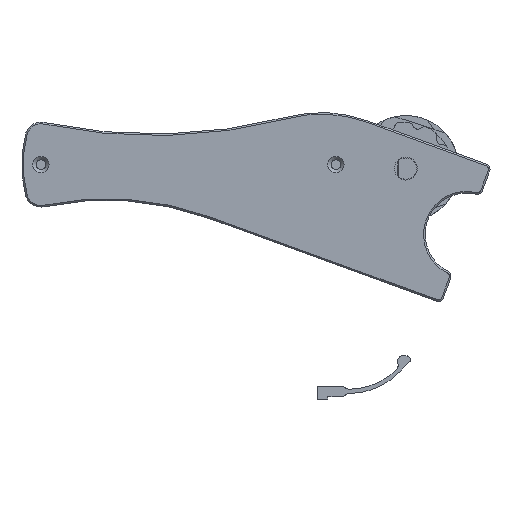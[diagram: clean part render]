
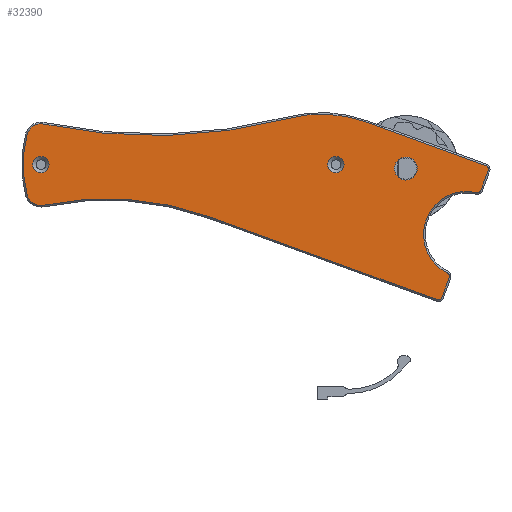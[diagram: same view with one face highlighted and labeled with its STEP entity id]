
A CAD part, left-side view. The second image highlights one B-rep face of the part: STEP entity #32390.
In plain terms, the highlighted planar face has unit normal (-1, 0, 0).
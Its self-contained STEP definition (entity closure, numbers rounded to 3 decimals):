
#1404=CIRCLE('',#34562,5.4);
#1406=CIRCLE('',#34565,44.4);
#1408=CIRCLE('',#34568,5.4);
#1410=CIRCLE('',#34571,200.6);
#1412=CIRCLE('',#34574,49.4);
#1414=CIRCLE('',#34578,1.4);
#1416=CIRCLE('',#34582,1.4);
#1418=CIRCLE('',#34585,16.214);
#1420=CIRCLE('',#34588,1.4);
#1422=CIRCLE('',#34592,1.4);
#1424=CIRCLE('',#34596,113.703);
#1431=CIRCLE('',#34612,3.08);
#1432=CIRCLE('',#34613,4.33);
#1433=CIRCLE('',#34614,3.08);
#1856=FACE_BOUND('',#5732,.T.);
#1857=FACE_BOUND('',#5733,.T.);
#1858=FACE_BOUND('',#5734,.T.);
#2285=PLANE('',#34611);
#3738=FACE_OUTER_BOUND('',#5731,.T.);
#5731=EDGE_LOOP('',(#25235,#25236,#25237,#25238,#25239,#25240,#25241,#25242,
#25243,#25244,#25245,#25246,#25247,#25248,#25249));
#5732=EDGE_LOOP('',(#25250));
#5733=EDGE_LOOP('',(#25251));
#5734=EDGE_LOOP('',(#25252));
#8255=LINE('',#48515,#11451);
#8259=LINE('',#48527,#11455);
#8265=LINE('',#48551,#11461);
#8269=LINE('',#48563,#11465);
#11451=VECTOR('',#38842,10.);
#11455=VECTOR('',#38854,10.);
#11461=VECTOR('',#38880,10.);
#11465=VECTOR('',#38892,10.);
#15008=VERTEX_POINT('',#48478);
#15011=VERTEX_POINT('',#48483);
#15012=VERTEX_POINT('',#48487);
#15014=VERTEX_POINT('',#48493);
#15016=VERTEX_POINT('',#48499);
#15018=VERTEX_POINT('',#48505);
#15020=VERTEX_POINT('',#48511);
#15022=VERTEX_POINT('',#48517);
#15024=VERTEX_POINT('',#48523);
#15026=VERTEX_POINT('',#48529);
#15028=VERTEX_POINT('',#48535);
#15030=VERTEX_POINT('',#48541);
#15032=VERTEX_POINT('',#48547);
#15034=VERTEX_POINT('',#48553);
#15036=VERTEX_POINT('',#48559);
#15047=VERTEX_POINT('',#48602);
#15048=VERTEX_POINT('',#48604);
#15049=VERTEX_POINT('',#48606);
#18651=EDGE_CURVE('',#15011,#15008,#1404,.T.);
#18654=EDGE_CURVE('',#15008,#15012,#1406,.T.);
#18657=EDGE_CURVE('',#15012,#15014,#1408,.T.);
#18660=EDGE_CURVE('',#15014,#15016,#1410,.T.);
#18663=EDGE_CURVE('',#15016,#15018,#1412,.T.);
#18666=EDGE_CURVE('',#15018,#15020,#8255,.T.);
#18669=EDGE_CURVE('',#15020,#15022,#1414,.T.);
#18672=EDGE_CURVE('',#15022,#15024,#8259,.T.);
#18675=EDGE_CURVE('',#15024,#15026,#1416,.T.);
#18678=EDGE_CURVE('',#15026,#15028,#1418,.T.);
#18681=EDGE_CURVE('',#15028,#15030,#1420,.T.);
#18684=EDGE_CURVE('',#15030,#15032,#8265,.T.);
#18687=EDGE_CURVE('',#15032,#15034,#1422,.T.);
#18690=EDGE_CURVE('',#15034,#15036,#8269,.T.);
#18692=EDGE_CURVE('',#15036,#15011,#1424,.T.);
#18710=EDGE_CURVE('',#15047,#15047,#1431,.T.);
#18711=EDGE_CURVE('',#15048,#15048,#1432,.T.);
#18712=EDGE_CURVE('',#15049,#15049,#1433,.T.);
#25235=ORIENTED_EDGE('',*,*,#18651,.F.);
#25236=ORIENTED_EDGE('',*,*,#18692,.F.);
#25237=ORIENTED_EDGE('',*,*,#18690,.F.);
#25238=ORIENTED_EDGE('',*,*,#18687,.F.);
#25239=ORIENTED_EDGE('',*,*,#18684,.F.);
#25240=ORIENTED_EDGE('',*,*,#18681,.F.);
#25241=ORIENTED_EDGE('',*,*,#18678,.F.);
#25242=ORIENTED_EDGE('',*,*,#18675,.F.);
#25243=ORIENTED_EDGE('',*,*,#18672,.F.);
#25244=ORIENTED_EDGE('',*,*,#18669,.F.);
#25245=ORIENTED_EDGE('',*,*,#18666,.F.);
#25246=ORIENTED_EDGE('',*,*,#18663,.F.);
#25247=ORIENTED_EDGE('',*,*,#18660,.F.);
#25248=ORIENTED_EDGE('',*,*,#18657,.F.);
#25249=ORIENTED_EDGE('',*,*,#18654,.F.);
#25250=ORIENTED_EDGE('',*,*,#18710,.F.);
#25251=ORIENTED_EDGE('',*,*,#18711,.F.);
#25252=ORIENTED_EDGE('',*,*,#18712,.F.);
#32390=ADVANCED_FACE('',(#3738,#1856,#1857,#1858),#2285,.F.);
#34562=AXIS2_PLACEMENT_3D('',#48485,#38808,#38809);
#34565=AXIS2_PLACEMENT_3D('',#48491,#38815,#38816);
#34568=AXIS2_PLACEMENT_3D('',#48497,#38822,#38823);
#34571=AXIS2_PLACEMENT_3D('',#48503,#38829,#38830);
#34574=AXIS2_PLACEMENT_3D('',#48509,#38836,#38837);
#34578=AXIS2_PLACEMENT_3D('',#48521,#38848,#38849);
#34582=AXIS2_PLACEMENT_3D('',#48533,#38860,#38861);
#34585=AXIS2_PLACEMENT_3D('',#48539,#38867,#38868);
#34588=AXIS2_PLACEMENT_3D('',#48545,#38874,#38875);
#34592=AXIS2_PLACEMENT_3D('',#48557,#38886,#38887);
#34596=AXIS2_PLACEMENT_3D('',#48566,#38897,#38898);
#34611=AXIS2_PLACEMENT_3D('',#48601,#38938,#38939);
#34612=AXIS2_PLACEMENT_3D('',#48603,#38940,#38941);
#34613=AXIS2_PLACEMENT_3D('',#48605,#38942,#38943);
#34614=AXIS2_PLACEMENT_3D('',#48607,#38944,#38945);
#38808=DIRECTION('center_axis',(1.,0.,0.));
#38809=DIRECTION('ref_axis',(0.,-0.207,-0.978));
#38815=DIRECTION('center_axis',(1.,0.,0.));
#38816=DIRECTION('ref_axis',(0.,0.967,-0.256));
#38822=DIRECTION('center_axis',(1.,0.,0.));
#38823=DIRECTION('ref_axis',(0.,0.967,0.256));
#38829=DIRECTION('center_axis',(-1.,0.,0.));
#38830=DIRECTION('ref_axis',(0.,-0.253,-0.968));
#38836=DIRECTION('center_axis',(1.,0.,0.));
#38837=DIRECTION('ref_axis',(0.,0.253,0.968));
#38842=DIRECTION('',(0.,-0.94,-0.342));
#38848=DIRECTION('center_axis',(1.,0.,0.));
#38849=DIRECTION('ref_axis',(0.,-0.342,0.94));
#38854=DIRECTION('',(0.,0.342,-0.94));
#38860=DIRECTION('center_axis',(1.,0.,0.));
#38861=DIRECTION('ref_axis',(0.,-0.94,-0.342));
#38867=DIRECTION('center_axis',(-1.,0.,0.));
#38868=DIRECTION('ref_axis',(0.,0.447,-0.895));
#38874=DIRECTION('center_axis',(1.,0.,0.));
#38875=DIRECTION('ref_axis',(0.,-0.447,0.895));
#38880=DIRECTION('',(0.,0.342,-0.94));
#38886=DIRECTION('center_axis',(1.,0.,0.));
#38887=DIRECTION('ref_axis',(0.,-0.94,-0.342));
#38892=DIRECTION('',(0.,0.94,0.342));
#38897=DIRECTION('center_axis',(-1.,0.,0.));
#38898=DIRECTION('ref_axis',(0.,0.207,0.978));
#38938=DIRECTION('center_axis',(1.,0.,0.));
#38939=DIRECTION('ref_axis',(0.,0.,-1.));
#38940=DIRECTION('center_axis',(-1.,0.,0.));
#38941=DIRECTION('ref_axis',(0.,0.,-1.));
#38942=DIRECTION('center_axis',(-1.,0.,0.));
#38943=DIRECTION('ref_axis',(0.,0.,-1.));
#38944=DIRECTION('center_axis',(-1.,0.,0.));
#38945=DIRECTION('ref_axis',(0.,0.,-1.));
#48478=CARTESIAN_POINT('',(-4.,142.829,-9.885));
#48483=CARTESIAN_POINT('',(-4.,136.491,-13.783));
#48485=CARTESIAN_POINT('Origin',(-4.,137.61,-8.5));
#48487=CARTESIAN_POINT('',(-4.,142.829,12.885));
#48491=CARTESIAN_POINT('Origin',(-4.,99.914,1.5));
#48493=CARTESIAN_POINT('',(-4.,136.491,16.783));
#48497=CARTESIAN_POINT('Origin',(-4.,137.61,11.5));
#48499=CARTESIAN_POINT('',(-4.,44.266,18.931));
#48503=CARTESIAN_POINT('Origin',(-4.,94.924,213.029));
#48505=CARTESIAN_POINT('',(-4.,14.895,17.553));
#48509=CARTESIAN_POINT('Origin',(-4.,31.791,-28.868));
#48511=CARTESIAN_POINT('',(-4.,-30.21,1.136));
#48515=CARTESIAN_POINT('',(-4.,28.156,22.379));
#48517=CARTESIAN_POINT('',(-4.,-31.047,-0.658));
#48521=CARTESIAN_POINT('Origin',(-4.,-29.732,-0.18));
#48523=CARTESIAN_POINT('',(-4.,-28.311,-8.176));
#48527=CARTESIAN_POINT('',(-4.,-23.699,-20.847));
#48529=CARTESIAN_POINT('',(-4.,-26.669,-9.059));
#48533=CARTESIAN_POINT('Origin',(-4.,-26.995,-7.697));
#48535=CARTESIAN_POINT('',(-4.,-15.65,-39.334));
#48539=CARTESIAN_POINT('Origin',(-4.,-22.889,-24.826));
#48541=CARTESIAN_POINT('',(-4.,-16.34,-41.065));
#48545=CARTESIAN_POINT('Origin',(-4.,-15.025,-40.586));
#48547=CARTESIAN_POINT('',(-4.,-13.604,-48.583));
#48551=CARTESIAN_POINT('',(-4.,-16.346,-41.05));
#48553=CARTESIAN_POINT('',(-4.,-11.81,-49.42));
#48557=CARTESIAN_POINT('Origin',(-4.,-12.289,-48.104));
#48559=CARTESIAN_POINT('',(-4.,74.042,-18.172));
#48563=CARTESIAN_POINT('',(-4.,24.004,-36.384));
#48566=CARTESIAN_POINT('Origin',(-4.,112.93,-125.018));
#48601=CARTESIAN_POINT('Origin',(-4.,56.591,-14.486));
#48602=CARTESIAN_POINT('',(-4.,26.39,4.58));
#48603=CARTESIAN_POINT('Origin',(-4.,26.39,1.5));
#48604=CARTESIAN_POINT('',(-4.,0.,4.33));
#48605=CARTESIAN_POINT('Origin',(-4.,0.,
0.));
#48606=CARTESIAN_POINT('',(-4.,137.61,4.58));
#48607=CARTESIAN_POINT('Origin',(-4.,137.61,1.5));
